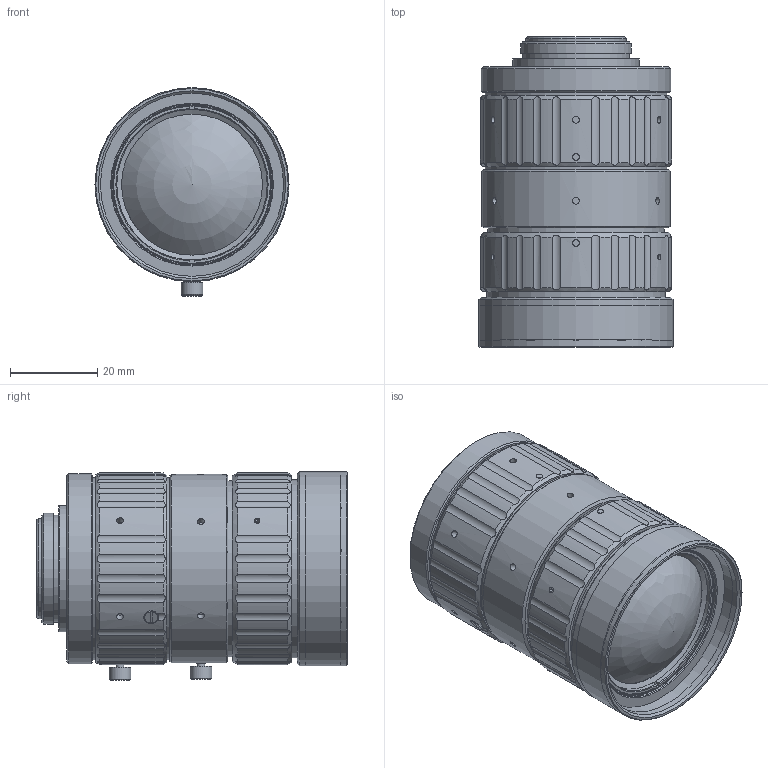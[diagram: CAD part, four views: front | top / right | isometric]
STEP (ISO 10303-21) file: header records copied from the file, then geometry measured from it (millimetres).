
FILE_DESCRIPTION(/* description */ ('Unknown'),/* implementation_level */ '2;1');
FILE_NAME(/* name */ 'Reference 3D-Drawing of F1628-MPT_20201117_CONFIDENTIAL_TENTATIVE',/* time_stamp */ '2020-11-17T10:40:05+09:00',/* author */ ('Unknown'),/* organization */ ('Unknown'),/* preprocessor_version */ 'ST-DEVELOPER v16.7',/* originating_system */ 'DEX',/* authorisation */ $);
FILE_SCHEMA (('AUTOMOTIVE_DESIGN {1 0 10303 214 3 1 1}'));
Length unit declared in the file: millimetre
Products named in the file (3): Reference 3D-Drawing of F1628-MPT_20201117_CONFIDENTIAL_TENTATIVE; F1628-MPT_Infinity_20201117; F1628-MPT_Mechanical limit_20201117
Assembly tree (2 placements, depth 2):
  Reference 3D-Drawing of F1628-MPT_20201117_CONFIDENTIAL_TENTATIVE
    F1628-MPT_Infinity_20201117
    F1628-MPT_Mechanical limit_20201117
Bounding box: 44.5 x 71.22 x 47.85 mm (x, y, z)
Surface area: 38018.1 mm2
Topology: 2 solids, 12 shells, 818 faces, 2022 edges, 1340 vertices
Faces by surface type: cylinder 370, plane 326, cone 108, torus 10, sphere 4
Full cylindrical faces by diameter (mm): 1.321 x6, 1.5 x6, 1.567 x28, 1.7 x10, 1.8 x6, 2 x2, 2.5 x8, 2.8 x2, 3 x2, 3.4 x2, 3.5 x6, 4.999 x4, 19 x2, 22.999 x2, 24.536 x2, 25.399 x2, 28.999 x2, 32 x2, 32.3 x2, 34.5 x2, 34.8 x2, 36.9 x2, 38.5 x2, 39 x2, 40.4 x2, 40.901 x2, 41.501 x2, 41.7 x4, 42 x2, 42.3 x4
Entity records: 29607 total; most frequent: CARTESIAN_POINT 5915, DIRECTION 3598, ORIENTED_EDGE 3452, EDGE_CURVE 1726, AXIS2_PLACEMENT_3D 1415, VERTEX_POINT 1258, EDGE_LOOP 1160, FACE_BOUND 1160
